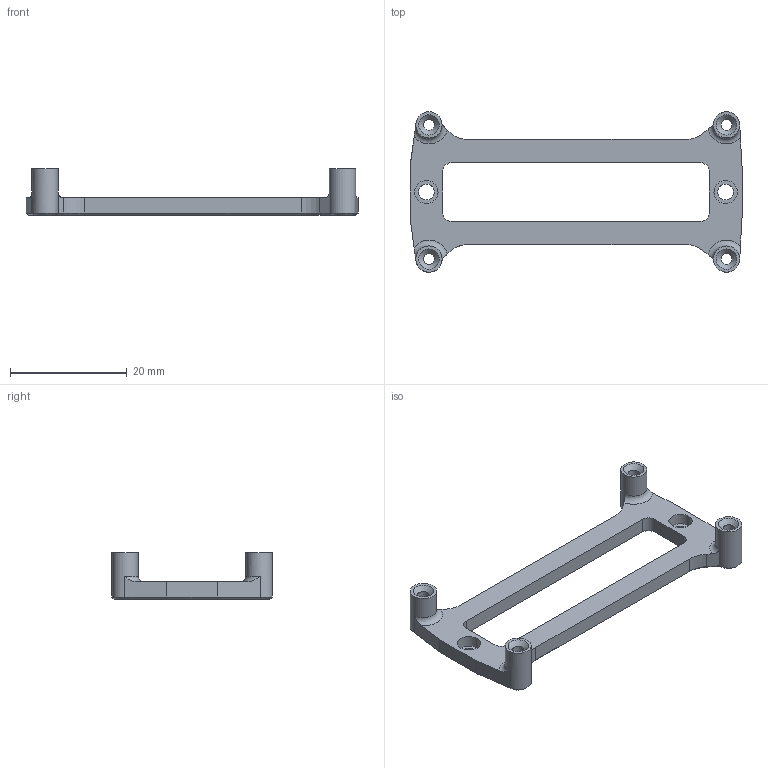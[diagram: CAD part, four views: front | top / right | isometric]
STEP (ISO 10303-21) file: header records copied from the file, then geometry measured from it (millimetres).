
FILE_DESCRIPTION(/* description */ (''),/* implementation_level */ '2;1');
FILE_NAME(/* name */ 'ESP32_bracket.step',/* time_stamp */ '2021-04-13T10:26:09+02:00',/* author */ (''),/* organization */ (''),/* preprocessor_version */ 'ST-DEVELOPER v18.1',/* originating_system */ 'Autodesk Translation Framework v10.6.0.1341',/* authorisation */ '');
FILE_SCHEMA (('AUTOMOTIVE_DESIGN { 1 0 10303 214 3 1 1 }'));
Length unit declared in the file: millimetre
Products named in the file (1): ESP32 Bracket
Bounding box: 56.9 x 27.5 x 8 mm (x, y, z)
Volume: 2111.5 mm3; surface area: 2560.5 mm2
Topology: 1 solids, 1 shells, 86 faces, 206 edges, 124 vertices
Faces by surface type: plane 40, cone 22, cylinder 20, torus 4
Full cylindrical faces by diameter (mm): 1.9 x4, 2.7 x2, 4 x2, 4.5 x4
Entity records: 2579 total; most frequent: CARTESIAN_POINT 505, DIRECTION 438, ORIENTED_EDGE 412, EDGE_CURVE 206, AXIS2_PLACEMENT_3D 159, VERTEX_POINT 124, LINE 120, VECTOR 120
